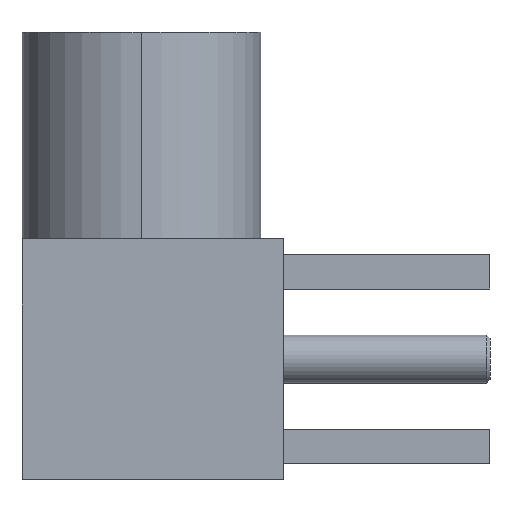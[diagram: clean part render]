
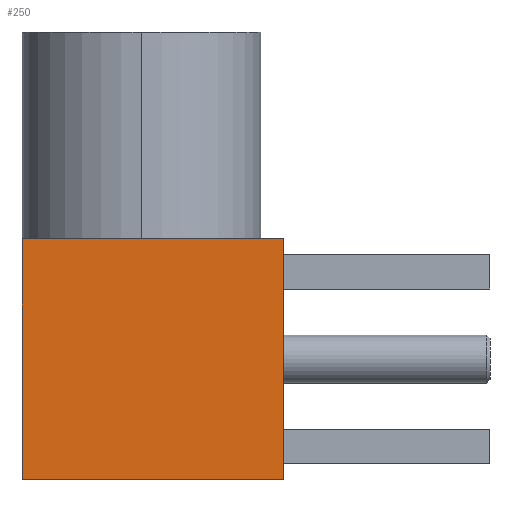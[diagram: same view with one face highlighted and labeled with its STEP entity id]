
A CAD part, left-side view. The second image highlights one B-rep face of the part: STEP entity #250.
In plain terms, the highlighted planar face has unit normal (-1, 0, 0).
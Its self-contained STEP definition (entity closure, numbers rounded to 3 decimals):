
#11 = EDGE_CURVE ( 'NONE', #1252, #280, #514, .T. ) ;
#18 = ORIENTED_EDGE ( 'NONE', *, *, #1375, .T. ) ;
#20 = EDGE_CURVE ( 'NONE', #1252, #1008, #1329, .T. ) ;
#41 = DIRECTION ( 'NONE',  ( -1., 0., 0. ) ) ;
#48 = VECTOR ( 'NONE', #424, 1000. ) ;
#156 = ORIENTED_EDGE ( 'NONE', *, *, #1358, .F. ) ;
#170 = VECTOR ( 'NONE', #792, 1000. ) ;
#199 = CARTESIAN_POINT ( 'NONE',  ( -1.75, -2.065, 3.5 ) ) ;
#250 = ADVANCED_FACE ( 'NONE', ( #1036 ), #956, .T. ) ;
#254 = DIRECTION ( 'NONE',  ( 0., -1., 0. ) ) ;
#280 = VERTEX_POINT ( 'NONE', #594 ) ;
#392 = CARTESIAN_POINT ( 'NONE',  ( -1.75, -2.065, 3.5 ) ) ;
#404 = VERTEX_POINT ( 'NONE', #392 ) ;
#424 = DIRECTION ( 'NONE',  ( 0., -1., 0. ) ) ;
#437 = LINE ( 'NONE', #199, #170 ) ;
#514 = LINE ( 'NONE', #859, #898 ) ;
#594 = CARTESIAN_POINT ( 'NONE',  ( -1.75, 1.735, 3.5 ) ) ;
#641 = ORIENTED_EDGE ( 'NONE', *, *, #20, .T. ) ;
#732 = EDGE_LOOP ( 'NONE', ( #156, #932, #641, #18 ) ) ;
#783 = DIRECTION ( 'NONE',  ( 0., 0., 1. ) ) ;
#792 = DIRECTION ( 'NONE',  ( 0., -1., 0. ) ) ;
#859 = CARTESIAN_POINT ( 'NONE',  ( -1.75, 1.735, 0. ) ) ;
#898 = VECTOR ( 'NONE', #1305, 1000. ) ;
#932 = ORIENTED_EDGE ( 'NONE', *, *, #11, .F. ) ;
#956 = PLANE ( 'NONE',  #1250 ) ;
#963 = CARTESIAN_POINT ( 'NONE',  ( -1.75, -2.065, 0. ) ) ;
#1008 = VERTEX_POINT ( 'NONE', #1437 ) ;
#1036 = FACE_OUTER_BOUND ( 'NONE', #732, .T. ) ;
#1154 = CARTESIAN_POINT ( 'NONE',  ( -1.75, 1.735, 0. ) ) ;
#1155 = CARTESIAN_POINT ( 'NONE',  ( -1.75, -2.065, 0. ) ) ;
#1236 = VECTOR ( 'NONE', #783, 1000. ) ;
#1250 = AXIS2_PLACEMENT_3D ( 'NONE', #1155, #41, #254 ) ;
#1252 = VERTEX_POINT ( 'NONE', #1154 ) ;
#1305 = DIRECTION ( 'NONE',  ( 0., 0., 1. ) ) ;
#1329 = LINE ( 'NONE', #963, #48 ) ;
#1339 = LINE ( 'NONE', #1445, #1236 ) ;
#1358 = EDGE_CURVE ( 'NONE', #280, #404, #437, .T. ) ;
#1375 = EDGE_CURVE ( 'NONE', #1008, #404, #1339, .T. ) ;
#1437 = CARTESIAN_POINT ( 'NONE',  ( -1.75, -2.065, 0. ) ) ;
#1445 = CARTESIAN_POINT ( 'NONE',  ( -1.75, -2.065, 0. ) ) ;
